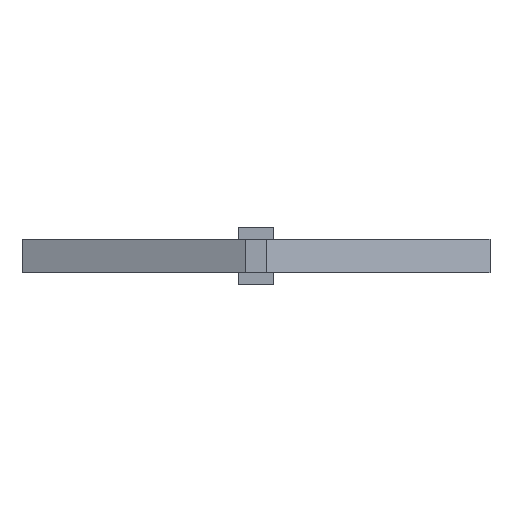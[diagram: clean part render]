
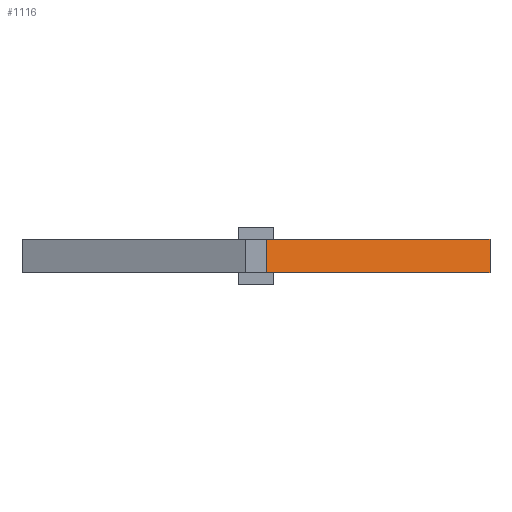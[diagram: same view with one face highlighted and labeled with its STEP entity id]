
A CAD part, front view. The second image highlights one B-rep face of the part: STEP entity #1116.
In plain terms, the highlighted planar face has unit normal (0.381, -0.924, 0).
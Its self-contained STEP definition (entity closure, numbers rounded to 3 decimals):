
#58 = ORIENTED_EDGE ( 'NONE', *, *, #268, .F. ) ;
#69 = EDGE_LOOP ( 'NONE', ( #1176, #58, #2471, #2586 ) ) ;
#240 = CARTESIAN_POINT ( 'NONE',  ( 33.386, -8.247, 4.8 ) ) ;
#249 = VECTOR ( 'NONE', #2696, 1000. ) ;
#268 = EDGE_CURVE ( 'NONE', #1755, #1076, #2600, .T. ) ;
#338 = DIRECTION ( 'NONE',  ( 0.924, 0.381, 0. ) ) ;
#346 = CARTESIAN_POINT ( 'NONE',  ( 1.5, -21.4, 4.8 ) ) ;
#381 = CARTESIAN_POINT ( 'NONE',  ( 1.5, -21.4, 4.8 ) ) ;
#728 = VERTEX_POINT ( 'NONE', #381 ) ;
#787 = EDGE_CURVE ( 'NONE', #2135, #1076, #1727, .T. ) ;
#892 = DIRECTION ( 'NONE',  ( -0.924, -0.381, 0. ) ) ;
#952 = LINE ( 'NONE', #2240, #2147 ) ;
#1000 = CARTESIAN_POINT ( 'NONE',  ( 33.386, -8.247, 0. ) ) ;
#1004 = DIRECTION ( 'NONE',  ( 0.924, 0.381, 0. ) ) ;
#1065 = PLANE ( 'NONE',  #2468 ) ;
#1075 = DIRECTION ( 'NONE',  ( -0.381, 0.924, 0. ) ) ;
#1076 = VERTEX_POINT ( 'NONE', #1448 ) ;
#1116 = ADVANCED_FACE ( 'NONE', ( #1824 ), #1065, .F. ) ;
#1166 = DIRECTION ( 'NONE',  ( 0., 0., -1. ) ) ;
#1176 = ORIENTED_EDGE ( 'NONE', *, *, #787, .T. ) ;
#1185 = LINE ( 'NONE', #346, #2561 ) ;
#1233 = CARTESIAN_POINT ( 'NONE',  ( 33.386, -8.247, 4.8 ) ) ;
#1448 = CARTESIAN_POINT ( 'NONE',  ( 33.386, -8.247, 0. ) ) ;
#1704 = CARTESIAN_POINT ( 'NONE',  ( 33.386, -8.247, 4.8 ) ) ;
#1727 = LINE ( 'NONE', #1000, #2597 ) ;
#1755 = VERTEX_POINT ( 'NONE', #240 ) ;
#1824 = FACE_OUTER_BOUND ( 'NONE', #69, .T. ) ;
#1935 = EDGE_CURVE ( 'NONE', #728, #2135, #1185, .T. ) ;
#2135 = VERTEX_POINT ( 'NONE', #2322 ) ;
#2147 = VECTOR ( 'NONE', #338, 1000. ) ;
#2240 = CARTESIAN_POINT ( 'NONE',  ( 33.386, -8.247, 4.8 ) ) ;
#2322 = CARTESIAN_POINT ( 'NONE',  ( 1.5, -21.4, 0. ) ) ;
#2468 = AXIS2_PLACEMENT_3D ( 'NONE', #1704, #1075, #892 ) ;
#2471 = ORIENTED_EDGE ( 'NONE', *, *, #2491, .F. ) ;
#2491 = EDGE_CURVE ( 'NONE', #728, #1755, #952, .T. ) ;
#2561 = VECTOR ( 'NONE', #1166, 1000. ) ;
#2586 = ORIENTED_EDGE ( 'NONE', *, *, #1935, .T. ) ;
#2597 = VECTOR ( 'NONE', #1004, 1000. ) ;
#2600 = LINE ( 'NONE', #1233, #249 ) ;
#2696 = DIRECTION ( 'NONE',  ( 0., 0., -1. ) ) ;
